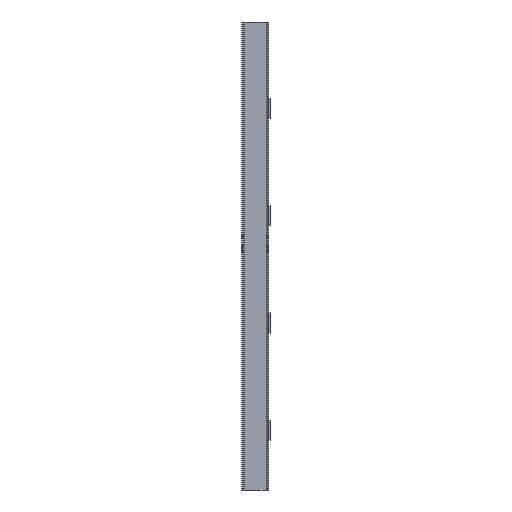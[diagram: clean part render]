
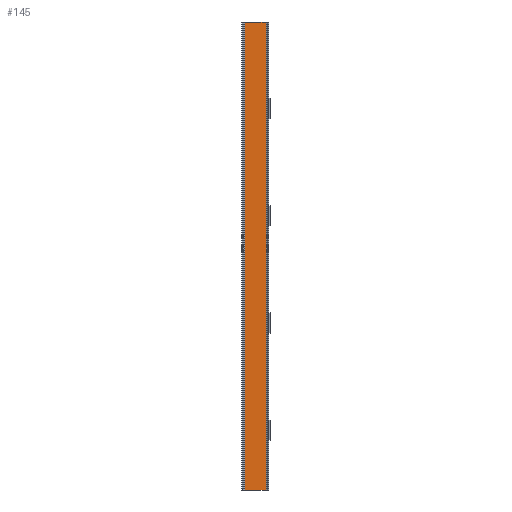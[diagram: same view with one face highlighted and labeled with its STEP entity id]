
A CAD part, left-side view. The second image highlights one B-rep face of the part: STEP entity #145.
In plain terms, the highlighted free-form (B-spline) face has degree [1, 1] with [2, 2] control points.
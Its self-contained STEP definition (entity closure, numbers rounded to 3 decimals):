
#119 = VERTEX_POINT('',#120);
#120 = CARTESIAN_POINT('',(-209.193,628.498,
    -1736.95));
#126 = EDGE_CURVE('',#119,#127,#129,.T.);
#127 = VERTEX_POINT('',#128);
#128 = CARTESIAN_POINT('',(-209.193,628.498,
    2130.901));
#129 = B_SPLINE_CURVE_WITH_KNOTS('',1,(#130,#131),.UNSPECIFIED.,.F.,.F.,
  (2,2),(0.,3490.),.PIECEWISE_BEZIER_KNOTS.);
#130 = CARTESIAN_POINT('',(-209.193,628.498,
    -1736.95));
#131 = CARTESIAN_POINT('',(-209.193,628.498,
    2130.901));
#145 = ADVANCED_FACE('',(#146),#168,.T.);
#146 = FACE_BOUND('',#147,.T.);
#147 = EDGE_LOOP('',(#148,#155,#162,#167));
#148 = ORIENTED_EDGE('',*,*,#149,.T.);
#149 = EDGE_CURVE('',#127,#150,#152,.T.);
#150 = VERTEX_POINT('',#151);
#151 = CARTESIAN_POINT('',(-209.193,807.229,
    2130.901));
#152 = B_SPLINE_CURVE_WITH_KNOTS('',1,(#153,#154),.UNSPECIFIED.,.F.,.F.,
  (2,2),(-40.318,120.953),.PIECEWISE_BEZIER_KNOTS.);
#153 = CARTESIAN_POINT('',(-209.193,628.498,
    2130.901));
#154 = CARTESIAN_POINT('',(-209.193,807.229,
    2130.901));
#155 = ORIENTED_EDGE('',*,*,#156,.F.);
#156 = EDGE_CURVE('',#157,#150,#159,.T.);
#157 = VERTEX_POINT('',#158);
#158 = CARTESIAN_POINT('',(-209.193,807.229,
    -1736.95));
#159 = B_SPLINE_CURVE_WITH_KNOTS('',1,(#160,#161),.UNSPECIFIED.,.F.,.F.,
  (2,2),(0.,3490.),.PIECEWISE_BEZIER_KNOTS.);
#160 = CARTESIAN_POINT('',(-209.193,807.229,
    -1736.95));
#161 = CARTESIAN_POINT('',(-209.193,807.229,
    2130.901));
#162 = ORIENTED_EDGE('',*,*,#163,.F.);
#163 = EDGE_CURVE('',#119,#157,#164,.T.);
#164 = B_SPLINE_CURVE_WITH_KNOTS('',1,(#165,#166),.UNSPECIFIED.,.F.,.F.,
  (2,2),(-40.318,120.953),.PIECEWISE_BEZIER_KNOTS.);
#165 = CARTESIAN_POINT('',(-209.193,628.498,
    -1736.95));
#166 = CARTESIAN_POINT('',(-209.193,807.229,
    -1736.95));
#167 = ORIENTED_EDGE('',*,*,#126,.T.);
#168 = B_SPLINE_SURFACE_WITH_KNOTS('',1,1,(
    (#169,#170)
    ,(#171,#172
    )),.UNSPECIFIED.,.F.,.F.,.F.,(2,2),(2,2),(0.,3490.),(0.,
    161.271),.PIECEWISE_BEZIER_KNOTS.);
#169 = CARTESIAN_POINT('',(-209.193,628.498,
    -1736.95));
#170 = CARTESIAN_POINT('',(-209.193,807.229,
    -1736.95));
#171 = CARTESIAN_POINT('',(-209.193,628.498,
    2130.901));
#172 = CARTESIAN_POINT('',(-209.193,807.229,
    2130.901));
